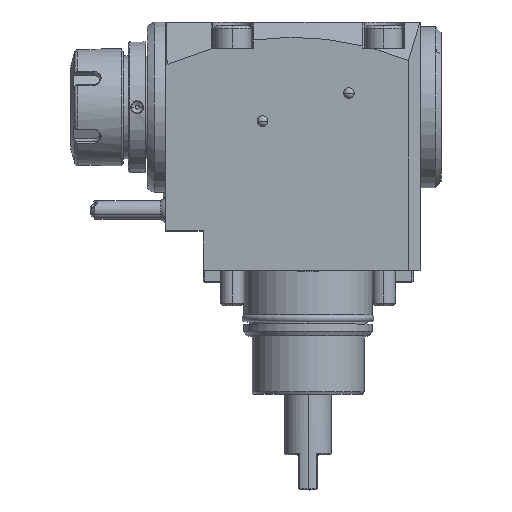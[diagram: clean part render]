
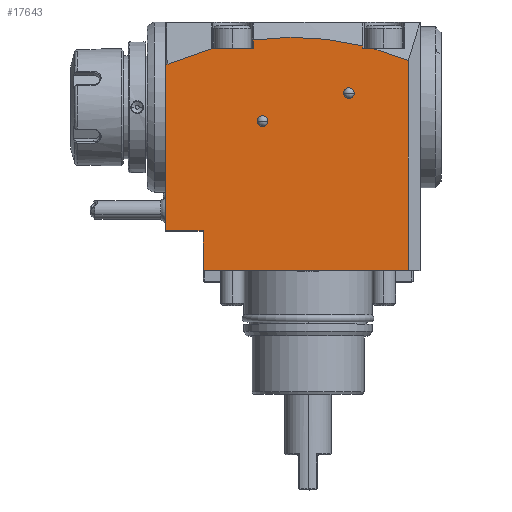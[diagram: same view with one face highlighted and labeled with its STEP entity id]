
A CAD part, top view. The second image highlights one B-rep face of the part: STEP entity #17643.
In plain terms, the highlighted planar face has unit normal (0, 0, 1).
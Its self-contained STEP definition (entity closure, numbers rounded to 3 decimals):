
#78=DIRECTION('',(-1.,0.,0.));
#79=VECTOR('',#78,18.023);
#80=CARTESIAN_POINT('',(37.5,95.,42.));
#81=LINE('',#80,#79);
#416=DIRECTION('',(0.,1.,0.));
#417=VECTOR('',#416,89.954);
#418=CARTESIAN_POINT('',(104.,0.,42.));
#419=LINE('',#418,#417);
#443=DIRECTION('',(-1.,0.,0.));
#444=VECTOR('',#443,88.);
#445=CARTESIAN_POINT('',(104.,0.,42.));
#446=LINE('',#445,#444);
#715=DIRECTION('',(0.,1.,0.));
#716=VECTOR('',#715,71.473);
#717=CARTESIAN_POINT('',(0.,17.,42.));
#718=LINE('',#717,#716);
#7778=DIRECTION('',(-1.,0.,0.));
#7779=VECTOR('',#7778,1.);
#7780=CARTESIAN_POINT('',(1.,88.473,42.));
#7781=LINE('',#7780,#7779);
#7786=DIRECTION('',(0.,1.,0.));
#7787=VECTOR('',#7786,17.);
#7788=CARTESIAN_POINT('',(16.,0.,42.));
#7789=LINE('',#7788,#7787);
#7790=DIRECTION('',(1.,0.,0.));
#7791=VECTOR('',#7790,16.);
#7792=CARTESIAN_POINT('',(0.,17.,42.));
#7793=LINE('',#7792,#7791);
#7794=CARTESIAN_POINT('',(19.464,95.048,42.));
#7795=CARTESIAN_POINT('',(13.16,93.277,42.));
#7796=CARTESIAN_POINT('',(7.012,91.067,42.));
#7797=CARTESIAN_POINT('',(1.,88.473,42.));
#7799=DIRECTION('',(-0.268,0.963,0.));
#7800=VECTOR('',#7799,0.049);
#7801=CARTESIAN_POINT('',(19.477,95.,42.));
#7802=LINE('',#7801,#7800);
#7803=DIRECTION('',(0.,-1.,0.));
#7804=VECTOR('',#7803,3.799);
#7805=CARTESIAN_POINT('',(37.5,98.799,42.));
#7806=LINE('',#7805,#7804);
#7807=CARTESIAN_POINT('',(37.5,98.799,42.));
#7808=CARTESIAN_POINT('',(53.323,100.937,42.));
#7809=CARTESIAN_POINT('',(68.987,100.033,42.));
#7810=CARTESIAN_POINT('',(84.5,96.252,42.));
#7812=DIRECTION('',(0.,1.,0.));
#7813=VECTOR('',#7812,1.252);
#7814=CARTESIAN_POINT('',(84.5,95.,42.));
#7815=LINE('',#7814,#7813);
#7816=CARTESIAN_POINT('',(89.259,95.,42.));
#7817=CARTESIAN_POINT('',(94.264,93.587,42.));
#7818=CARTESIAN_POINT('',(99.175,91.896,42.));
#7819=CARTESIAN_POINT('',(104.,89.954,42.));
#7821=CARTESIAN_POINT('',(41.5,64.,42.));
#7822=DIRECTION('',(0.,0.,-1.));
#7823=DIRECTION('',(-1.,0.,0.));
#7824=AXIS2_PLACEMENT_3D('',#7821,#7822,#7823);
#7826=CARTESIAN_POINT('',(41.5,64.,42.));
#7827=DIRECTION('',(0.,0.,-1.));
#7828=DIRECTION('',(1.,0.,0.));
#7829=AXIS2_PLACEMENT_3D('',#7826,#7827,#7828);
#7831=CARTESIAN_POINT('',(78.5,76.,42.));
#7832=DIRECTION('',(0.,0.,-1.));
#7833=DIRECTION('',(-1.,0.,0.));
#7834=AXIS2_PLACEMENT_3D('',#7831,#7832,#7833);
#7836=CARTESIAN_POINT('',(78.5,76.,42.));
#7837=DIRECTION('',(0.,0.,-1.));
#7838=DIRECTION('',(1.,0.,0.));
#7839=AXIS2_PLACEMENT_3D('',#7836,#7837,#7838);
#7868=CARTESIAN_POINT('',(37.5,98.799,42.));
#7967=DIRECTION('',(-1.,0.,0.));
#7968=VECTOR('',#7967,4.759);
#7969=CARTESIAN_POINT('',(89.259,95.,42.));
#7970=LINE('',#7969,#7968);
#11178=VERTEX_POINT('',#7816);
#11179=VERTEX_POINT('',#7819);
#11197=CARTESIAN_POINT('',(19.477,95.,42.));
#11199=VERTEX_POINT('',#11197);
#11210=CARTESIAN_POINT('',(19.464,95.048,42.));
#11211=VERTEX_POINT('',#11210);
#11215=VERTEX_POINT('',#7868);
#11216=CARTESIAN_POINT('',(37.5,95.,42.));
#11217=VERTEX_POINT('',#11216);
#11236=VERTEX_POINT('',#7810);
#11250=CARTESIAN_POINT('',(84.5,95.,42.));
#11252=VERTEX_POINT('',#11250);
#11739=CARTESIAN_POINT('',(39.25,64.,42.));
#11740=CARTESIAN_POINT('',(43.75,64.,42.));
#11741=VERTEX_POINT('',#11739);
#11742=VERTEX_POINT('',#11740);
#11745=CARTESIAN_POINT('',(76.25,76.,42.));
#11746=CARTESIAN_POINT('',(80.75,76.,42.));
#11747=VERTEX_POINT('',#11745);
#11748=VERTEX_POINT('',#11746);
#12045=CARTESIAN_POINT('',(104.,0.,42.));
#12046=VERTEX_POINT('',#12045);
#12087=CARTESIAN_POINT('',(0.,17.,42.));
#12088=CARTESIAN_POINT('',(16.,17.,42.));
#12089=VERTEX_POINT('',#12087);
#12090=VERTEX_POINT('',#12088);
#12091=CARTESIAN_POINT('',(16.,0.,42.));
#12092=VERTEX_POINT('',#12091);
#12099=CARTESIAN_POINT('',(0.,88.473,42.));
#12100=VERTEX_POINT('',#12099);
#12108=CARTESIAN_POINT('',(1.,88.473,42.));
#12110=VERTEX_POINT('',#12108);
#17604=CARTESIAN_POINT('',(0.,106.5,42.));
#17605=DIRECTION('',(0.,0.,1.));
#17606=DIRECTION('',(0.,-1.,0.));
#17607=AXIS2_PLACEMENT_3D('',#17604,#17605,#17606);
#17608=PLANE('',#17607);
#17609=ORIENTED_EDGE('',*,*,#12819,.F.);
#17610=ORIENTED_EDGE('',*,*,#12846,.T.);
#17611=ORIENTED_EDGE('',*,*,#12968,.T.);
#17613=ORIENTED_EDGE('',*,*,#17612,.F.);
#17614=ORIENTED_EDGE('',*,*,#13227,.T.);
#17615=ORIENTED_EDGE('',*,*,#17598,.F.);
#17616=ORIENTED_EDGE('',*,*,#17574,.F.);
#17617=ORIENTED_EDGE('',*,*,#12544,.F.);
#17618=ORIENTED_EDGE('',*,*,#12470,.F.);
#17620=ORIENTED_EDGE('',*,*,#17619,.F.);
#17622=ORIENTED_EDGE('',*,*,#17621,.T.);
#17624=ORIENTED_EDGE('',*,*,#17623,.F.);
#17626=ORIENTED_EDGE('',*,*,#17625,.F.);
#17628=ORIENTED_EDGE('',*,*,#17627,.T.);
#17629=EDGE_LOOP('',(#17609,#17610,#17611,#17613,#17614,#17615,#17616,#17617,
#17618,#17620,#17622,#17624,#17626,#17628));
#17630=FACE_OUTER_BOUND('',#17629,.F.);
#17632=ORIENTED_EDGE('',*,*,#17631,.F.);
#17634=ORIENTED_EDGE('',*,*,#17633,.F.);
#17635=EDGE_LOOP('',(#17632,#17634));
#17636=FACE_BOUND('',#17635,.F.);
#17638=ORIENTED_EDGE('',*,*,#17637,.F.);
#17640=ORIENTED_EDGE('',*,*,#17639,.F.);
#17641=EDGE_LOOP('',(#17638,#17640));
#17642=FACE_BOUND('',#17641,.F.);
#7798=B_SPLINE_CURVE_WITH_KNOTS('',3,(#7794,#7795,#7796,#7797),.UNSPECIFIED.,
.F.,.F.,(4,4),(0.,1.),.UNSPECIFIED.);
#7811=B_SPLINE_CURVE_WITH_KNOTS('',3,(#7807,#7808,#7809,#7810),.UNSPECIFIED.,
.F.,.F.,(4,4),(0.,1.),.UNSPECIFIED.);
#7820=B_SPLINE_CURVE_WITH_KNOTS('',3,(#7816,#7817,#7818,#7819),.UNSPECIFIED.,
.F.,.F.,(4,4),(0.,1.),.UNSPECIFIED.);
#7825=CIRCLE('',#7824,2.25);
#7830=CIRCLE('',#7829,2.25);
#7835=CIRCLE('',#7834,2.25);
#7840=CIRCLE('',#7839,2.25);
#12470=EDGE_CURVE('',#11217,#11199,#81,.T.);
#12544=EDGE_CURVE('',#11199,#11211,#7802,.T.);
#12819=EDGE_CURVE('',#12046,#11179,#419,.T.);
#12846=EDGE_CURVE('',#12046,#12092,#446,.T.);
#12968=EDGE_CURVE('',#12092,#12090,#7789,.T.);
#13227=EDGE_CURVE('',#12089,#12100,#718,.T.);
#17574=EDGE_CURVE('',#11211,#12110,#7798,.T.);
#17598=EDGE_CURVE('',#12110,#12100,#7781,.T.);
#17612=EDGE_CURVE('',#12089,#12090,#7793,.T.);
#17619=EDGE_CURVE('',#11215,#11217,#7806,.T.);
#17621=EDGE_CURVE('',#11215,#11236,#7811,.T.);
#17623=EDGE_CURVE('',#11252,#11236,#7815,.T.);
#17625=EDGE_CURVE('',#11178,#11252,#7970,.T.);
#17627=EDGE_CURVE('',#11178,#11179,#7820,.T.);
#17631=EDGE_CURVE('',#11741,#11742,#7825,.T.);
#17633=EDGE_CURVE('',#11742,#11741,#7830,.T.);
#17637=EDGE_CURVE('',#11747,#11748,#7835,.T.);
#17639=EDGE_CURVE('',#11748,#11747,#7840,.T.);
#17643=ADVANCED_FACE('',(#17630,#17636,#17642),#17608,.T.);
